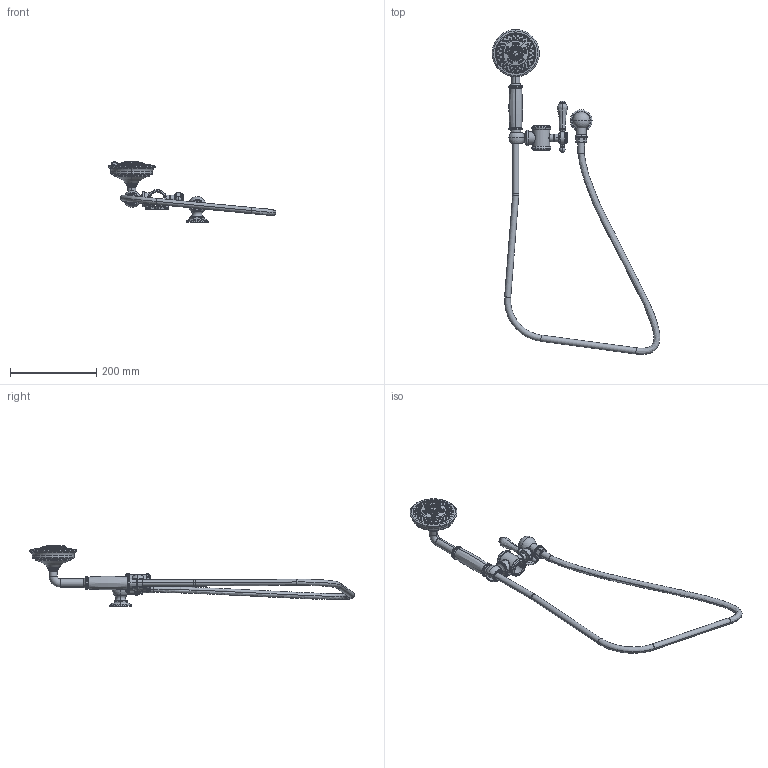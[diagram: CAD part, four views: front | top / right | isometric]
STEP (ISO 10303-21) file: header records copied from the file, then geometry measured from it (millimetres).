
FILE_DESCRIPTION((''),'2;1');
FILE_NAME('930-0443','2020-12-10T14:50:38',('jinson.thomas'),(''),'CREO PARAMETRIC BY PTC INC, 2018400','CREO PARAMETRIC BY PTC INC, 2018400','');
FILE_SCHEMA(('CONFIG_CONTROL_DESIGN'));
Products named in the file (1): 930-0443
Bounding box: 388.63 x 752.72 x 140.55 mm (x, y, z)
Volume: 721455.9 mm3; surface area: 158921.6 mm2
Topology: 2 solids, 3 shells, 1495 faces, 3213 edges, 1885 vertices
Faces by surface type: torus 434, cylinder 345, cone 318, plane 196, sphere 102, bspline 96, revolution 4
Entity records: 59130 total; most frequent: CARTESIAN_POINT 27009, DIRECTION 7141, ORIENTED_EDGE 6396, EDGE_CURVE 3198, AXIS2_PLACEMENT_3D 3168, VERTEX_POINT 1885, CIRCLE 1773, EDGE_LOOP 1675
